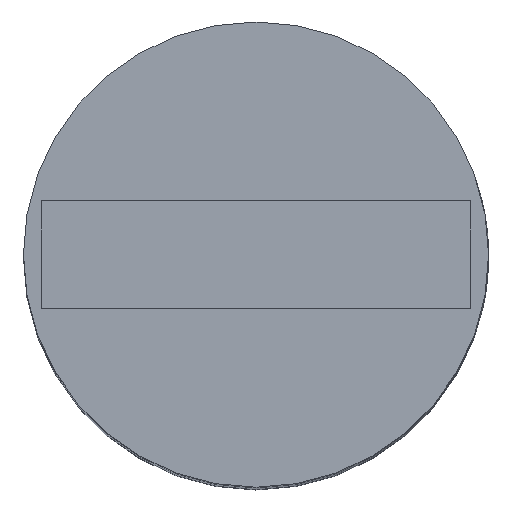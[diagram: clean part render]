
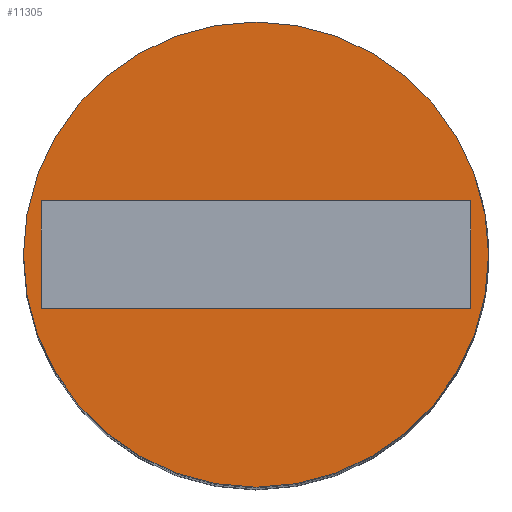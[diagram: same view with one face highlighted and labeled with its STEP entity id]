
A CAD part, top view. The second image highlights one B-rep face of the part: STEP entity #11305.
In plain terms, the highlighted planar face has unit normal (0, 0, 1).
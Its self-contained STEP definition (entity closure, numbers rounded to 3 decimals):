
#1472=PLANE('',#11636);
#2090=FACE_OUTER_BOUND('',#2750,.T.);
#2750=EDGE_LOOP('',(#10606));
#4428=CIRCLE('',#11634,6.5);
#5544=VERTEX_POINT('',#26713);
#7233=EDGE_CURVE('',#5544,#5544,#4428,.T.);
#10606=ORIENTED_EDGE('',*,*,#7233,.T.);
#11305=ADVANCED_FACE('',(#2090),#1472,.T.);
#11634=AXIS2_PLACEMENT_3D('',#26714,#13003,#13004);
#11636=AXIS2_PLACEMENT_3D('',#26718,#13008,#13009);
#13003=DIRECTION('center_axis',(0.,0.,1.));
#13004=DIRECTION('ref_axis',(1.,0.,0.));
#13008=DIRECTION('center_axis',(0.,0.,1.));
#13009=DIRECTION('ref_axis',(1.,0.,0.));
#26713=CARTESIAN_POINT('',(-6.5,0.,45.2));
#26714=CARTESIAN_POINT('Origin',(0.,0.,45.2));
#26718=CARTESIAN_POINT('Origin',(0.,0.,45.2));
